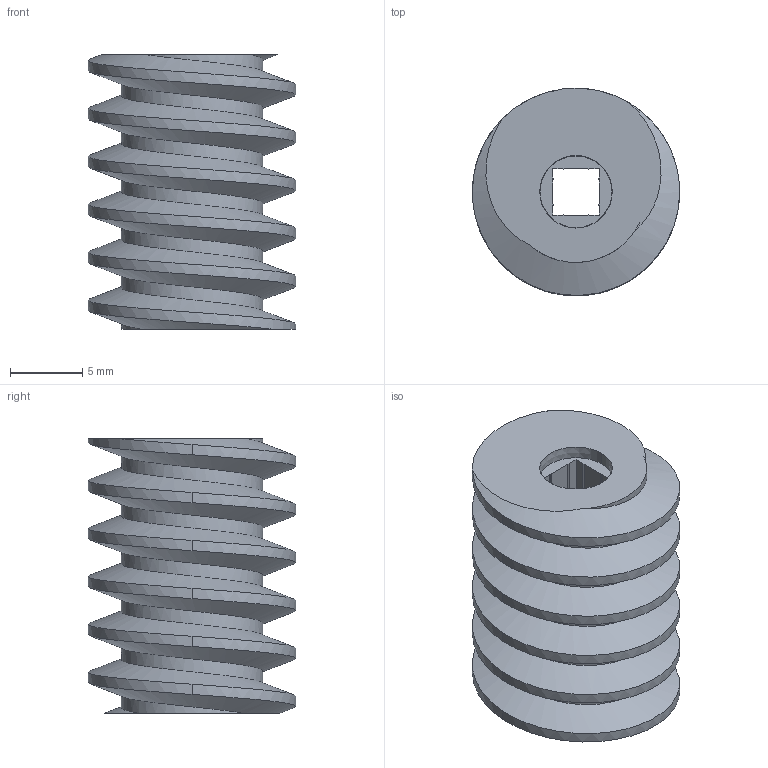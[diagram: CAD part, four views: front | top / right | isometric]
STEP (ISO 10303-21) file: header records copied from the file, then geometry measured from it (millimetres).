
FILE_DESCRIPTION (( 'STEP AP214' ), '1' );
FILE_NAME ('228-2500-219.STEP', '2014-03-06T19:53:15', ( '' ), ( '' ), 'SwSTEP 2.0', 'SolidWorks 2013', '' );
FILE_SCHEMA (( 'AUTOMOTIVE_DESIGN' ));
Length unit declared in the file: millimetre
Products named in the file (1): 228-2500-219
Bounding box: 14.38 x 14.37 x 19.05 mm (x, y, z)
Volume: 1977.2 mm3; surface area: 1876.4 mm2
Topology: 1 solids, 1 shells, 52 faces, 144 edges, 96 vertices
Faces by surface type: plane 32, cylinder 13, cone 4, bspline 3
Entity records: 3345 total; most frequent: CARTESIAN_POINT 2066, ORIENTED_EDGE 288, DIRECTION 222, EDGE_CURVE 144, VECTOR 100, LINE 100, VERTEX_POINT 96, AXIS2_PLACEMENT_3D 61
